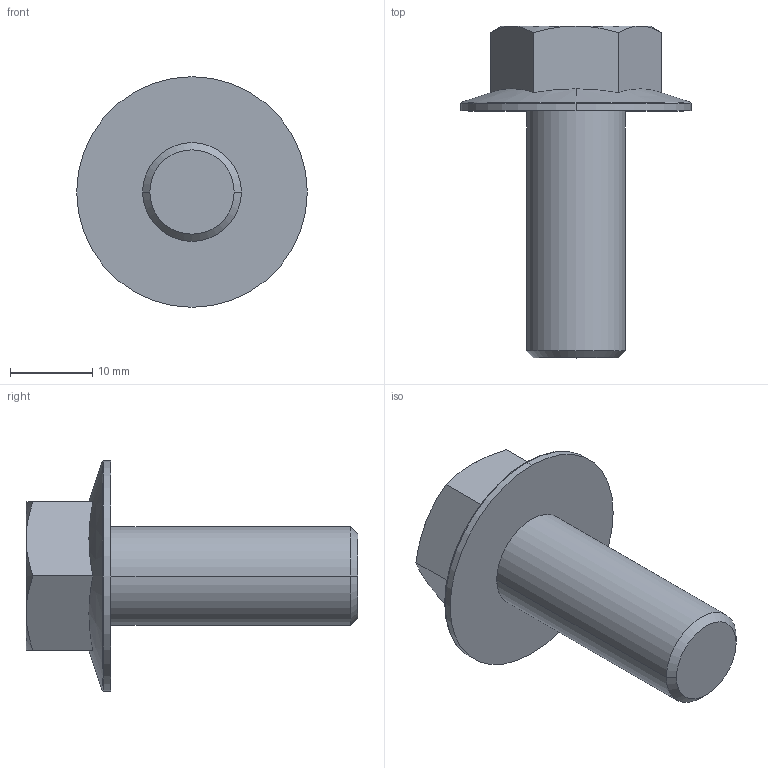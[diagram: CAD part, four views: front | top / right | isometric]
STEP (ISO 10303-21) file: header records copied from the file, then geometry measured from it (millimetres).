
FILE_DESCRIPTION (( 'STEP AP203' ), '1' );
FILE_NAME ('M12X1.75 X 30 ZP BOLT GR 4.6_REV_.step', '2026-01-19T05:51:59', ( '' ), ( '' ), 'SwSTEP 2.0', 'SolidWorks 2025', '' );
FILE_SCHEMA (( 'CONFIG_CONTROL_DESIGN' ));
Length unit declared in the file: millimetre
Products named in the file (1): M12X1.75 X 30 ZP BOLT GR 4.6_REV_
Bounding box: 28 x 40.3 x 28 mm (x, y, z)
Volume: 6834.9 mm3; surface area: 2917.2 mm2
Topology: 1 solids, 1 shells, 29 faces, 62 edges, 37 vertices
Faces by surface type: cone 11, plane 10, cylinder 6, torus 2
Entity records: 934 total; most frequent: CARTESIAN_POINT 249, DIRECTION 127, ORIENTED_EDGE 124, EDGE_CURVE 62, AXIS2_PLACEMENT_3D 55, VERTEX_POINT 37, EDGE_LOOP 31, FACE_OUTER_BOUND 29
